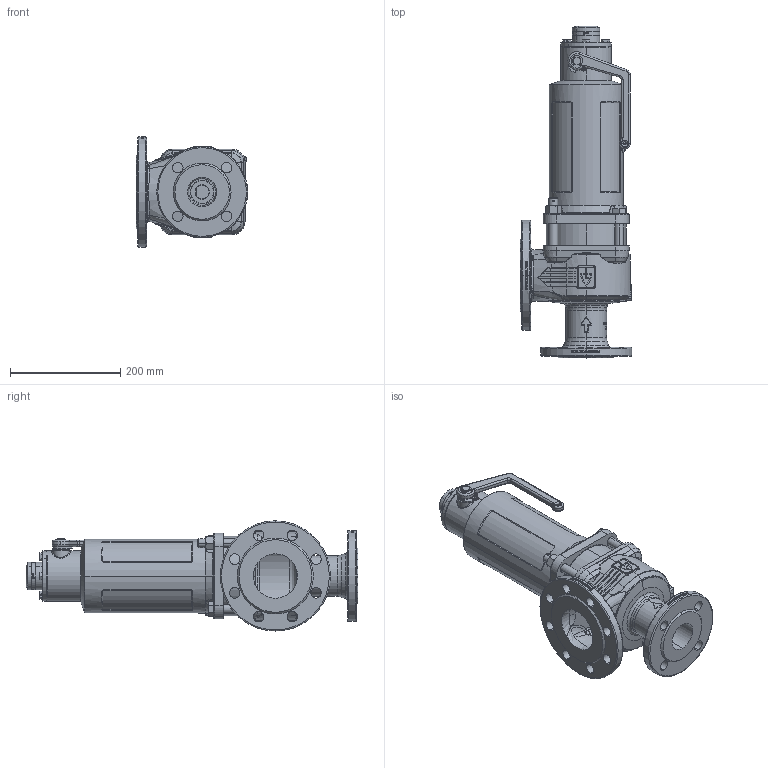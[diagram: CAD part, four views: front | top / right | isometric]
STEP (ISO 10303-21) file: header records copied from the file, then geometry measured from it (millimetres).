
FILE_DESCRIPTION (( 'STEP AP214' ), '1' );
FILE_NAME ('355TBGFL_50_FLFL_5080_MD.STEP', '2020-08-05T13:10:25', ( '' ), ( '' ), 'SwSTEP 2.0', 'SolidWorks 2020', '' );
FILE_SCHEMA (( 'AUTOMOTIVE_DESIGN' ));
Length unit declared in the file: millimetre
Products named in the file (1): 355TBGFL_50_FLFL_5080_MD
Bounding box: 203.1 x 603 x 200 mm (x, y, z)
Volume: 3160913.3 mm3; surface area: 749147.8 mm2
Topology: 23 solids, 23 shells, 2393 faces, 6383 edges, 4217 vertices
Faces by surface type: bspline 760, cylinder 621, plane 575, cone 260, torus 163, sphere 14
Entity records: 185837 total; most frequent: CARTESIAN_POINT 105235, ORIENTED_EDGE 12654, DIRECTION 9240, EDGE_CURVE 6327, VERTEX_POINT 4216, AXIS2_PLACEMENT_3D 3742, EDGE_LOOP 2719, UNCERTAINTY_MEASURE_WITH_UNIT 2405
